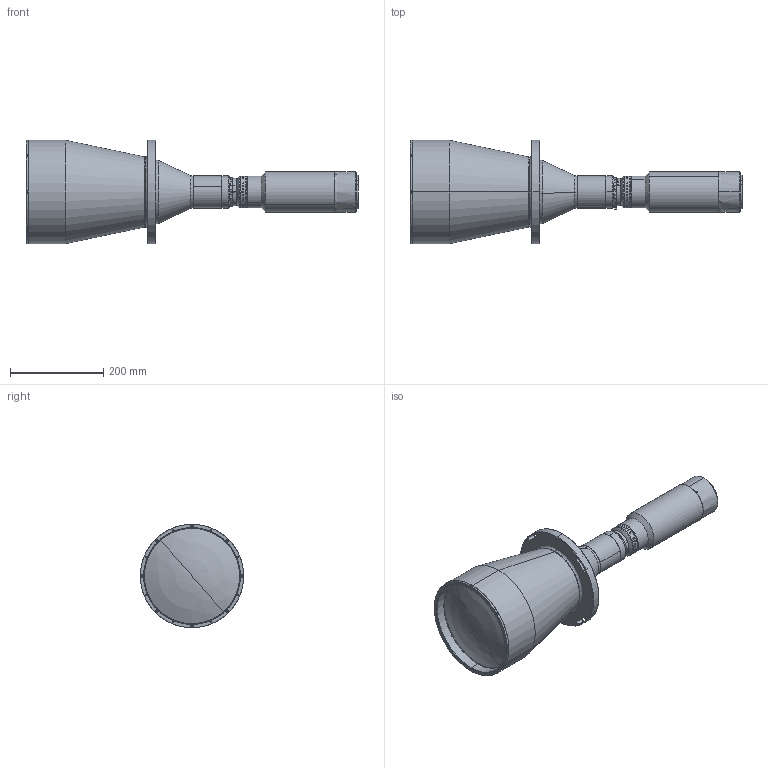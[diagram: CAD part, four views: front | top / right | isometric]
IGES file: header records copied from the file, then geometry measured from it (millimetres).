
Start section: SolidWorks IGES file using analytic representation for surfaces
Global section: file name: XF-PTL19562-M72-11.48-VI.IGS; native system: SolidWorks 2014; preprocessor: SolidWorks 2014; author: puyufan; date: 190614.135417; units: millimetre
Bounding box: 713.14 x 222 x 222 mm (x, y, z)
Surface area: 433305.8 mm2 (no closed solid volume)
Topology: 0 solids, 0 shells, 345 faces, 8437 edges, 8436 vertices
Faces by surface type: revolution 262, bspline 83
